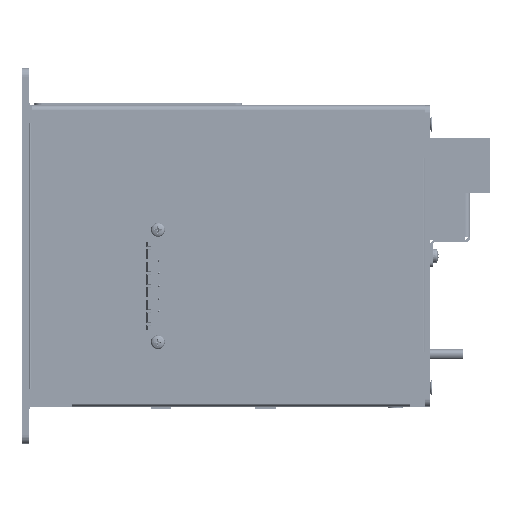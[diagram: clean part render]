
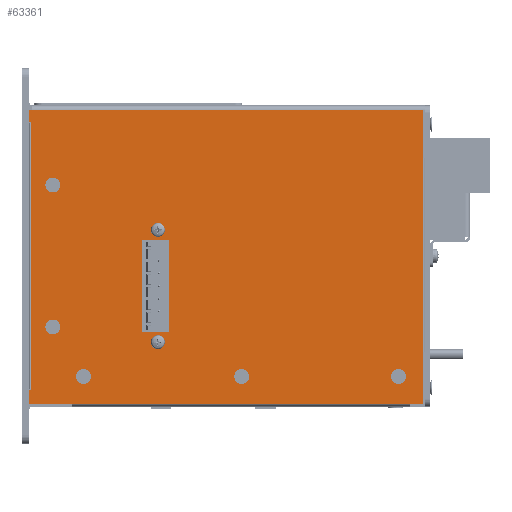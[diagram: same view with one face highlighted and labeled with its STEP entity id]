
A CAD part, left-side view. The second image highlights one B-rep face of the part: STEP entity #63361.
In plain terms, the highlighted planar face has unit normal (-1, 0, 0).
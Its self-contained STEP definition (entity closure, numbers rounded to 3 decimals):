
#3385=FACE_BOUND('',#9541,.T.);
#3386=FACE_BOUND('',#9542,.T.);
#3387=FACE_BOUND('',#9543,.T.);
#3388=FACE_BOUND('',#9544,.T.);
#3389=FACE_BOUND('',#9545,.T.);
#3390=FACE_BOUND('',#9546,.T.);
#3391=FACE_BOUND('',#9547,.T.);
#3392=FACE_BOUND('',#9548,.T.);
#4072=CIRCLE('',#67611,2.55);
#4073=CIRCLE('',#67612,2.55);
#4074=CIRCLE('',#67613,2.55);
#4075=CIRCLE('',#67614,1.75);
#4076=CIRCLE('',#67615,1.75);
#4077=CIRCLE('',#67616,2.55);
#4078=CIRCLE('',#67617,2.55);
#5969=FACE_OUTER_BOUND('',#9540,.T.);
#9540=EDGE_LOOP('',(#42466,#42467,#42468,#42469,#42470,#42471,#42472,#42473,
#42474));
#9541=EDGE_LOOP('',(#42475));
#9542=EDGE_LOOP('',(#42476));
#9543=EDGE_LOOP('',(#42477));
#9544=EDGE_LOOP('',(#42478));
#9545=EDGE_LOOP('',(#42479));
#9546=EDGE_LOOP('',(#42480,#42481,#42482,#42483));
#9547=EDGE_LOOP('',(#42484));
#9548=EDGE_LOOP('',(#42485));
#13798=LINE('',#91803,#20698);
#13807=LINE('',#91821,#20707);
#13810=LINE('',#91827,#20710);
#13812=LINE('',#91831,#20712);
#13813=LINE('',#91833,#20713);
#13814=LINE('',#91835,#20714);
#13815=LINE('',#91837,#20715);
#13816=LINE('',#91839,#20716);
#13817=LINE('',#91840,#20717);
#13818=LINE('',#91853,#20718);
#13819=LINE('',#91855,#20719);
#13820=LINE('',#91857,#20720);
#13821=LINE('',#91858,#20721);
#20698=VECTOR('',#73378,10.);
#20707=VECTOR('',#73393,10.);
#20710=VECTOR('',#73398,10.);
#20712=VECTOR('',#73402,1.44);
#20713=VECTOR('',#73403,10.);
#20714=VECTOR('',#73404,10.);
#20715=VECTOR('',#73405,10.);
#20716=VECTOR('',#73406,10.);
#20717=VECTOR('',#73407,1.44);
#20718=VECTOR('',#73418,10.);
#20719=VECTOR('',#73419,10.);
#20720=VECTOR('',#73420,10.);
#20721=VECTOR('',#73421,10.);
#27598=VERTEX_POINT('',#91800);
#27599=VERTEX_POINT('',#91802);
#27605=VERTEX_POINT('',#91820);
#27607=VERTEX_POINT('',#91826);
#27608=VERTEX_POINT('',#91830);
#27609=VERTEX_POINT('',#91832);
#27610=VERTEX_POINT('',#91834);
#27611=VERTEX_POINT('',#91836);
#27612=VERTEX_POINT('',#91838);
#27613=VERTEX_POINT('',#91841);
#27614=VERTEX_POINT('',#91843);
#27615=VERTEX_POINT('',#91845);
#27616=VERTEX_POINT('',#91847);
#27617=VERTEX_POINT('',#91849);
#27618=VERTEX_POINT('',#91851);
#27619=VERTEX_POINT('',#91852);
#27620=VERTEX_POINT('',#91854);
#27621=VERTEX_POINT('',#91856);
#27622=VERTEX_POINT('',#91859);
#27623=VERTEX_POINT('',#91861);
#33389=EDGE_CURVE('',#27599,#27598,#13798,.T.);
#33398=EDGE_CURVE('',#27605,#27599,#13807,.T.);
#33401=EDGE_CURVE('',#27607,#27605,#13810,.T.);
#33403=EDGE_CURVE('',#27608,#27598,#13812,.T.);
#33404=EDGE_CURVE('',#27609,#27608,#13813,.T.);
#33405=EDGE_CURVE('',#27610,#27609,#13814,.T.);
#33406=EDGE_CURVE('',#27610,#27611,#13815,.T.);
#33407=EDGE_CURVE('',#27611,#27612,#13816,.T.);
#33408=EDGE_CURVE('',#27607,#27612,#13817,.T.);
#33409=EDGE_CURVE('',#27613,#27613,#4072,.T.);
#33410=EDGE_CURVE('',#27614,#27614,#4073,.T.);
#33411=EDGE_CURVE('',#27615,#27615,#4074,.T.);
#33412=EDGE_CURVE('',#27616,#27616,#4075,.T.);
#33413=EDGE_CURVE('',#27617,#27617,#4076,.T.);
#33414=EDGE_CURVE('',#27618,#27619,#13818,.T.);
#33415=EDGE_CURVE('',#27619,#27620,#13819,.T.);
#33416=EDGE_CURVE('',#27620,#27621,#13820,.T.);
#33417=EDGE_CURVE('',#27621,#27618,#13821,.T.);
#33418=EDGE_CURVE('',#27622,#27622,#4077,.T.);
#33419=EDGE_CURVE('',#27623,#27623,#4078,.T.);
#42466=ORIENTED_EDGE('',*,*,#33401,.T.);
#42467=ORIENTED_EDGE('',*,*,#33398,.T.);
#42468=ORIENTED_EDGE('',*,*,#33389,.T.);
#42469=ORIENTED_EDGE('',*,*,#33403,.F.);
#42470=ORIENTED_EDGE('',*,*,#33404,.F.);
#42471=ORIENTED_EDGE('',*,*,#33405,.F.);
#42472=ORIENTED_EDGE('',*,*,#33406,.T.);
#42473=ORIENTED_EDGE('',*,*,#33407,.T.);
#42474=ORIENTED_EDGE('',*,*,#33408,.F.);
#42475=ORIENTED_EDGE('',*,*,#33409,.F.);
#42476=ORIENTED_EDGE('',*,*,#33410,.F.);
#42477=ORIENTED_EDGE('',*,*,#33411,.F.);
#42478=ORIENTED_EDGE('',*,*,#33412,.T.);
#42479=ORIENTED_EDGE('',*,*,#33413,.T.);
#42480=ORIENTED_EDGE('',*,*,#33414,.T.);
#42481=ORIENTED_EDGE('',*,*,#33415,.T.);
#42482=ORIENTED_EDGE('',*,*,#33416,.T.);
#42483=ORIENTED_EDGE('',*,*,#33417,.T.);
#42484=ORIENTED_EDGE('',*,*,#33418,.F.);
#42485=ORIENTED_EDGE('',*,*,#33419,.F.);
#60566=PLANE('',#67610);
#63361=ADVANCED_FACE('',(#5969,#3385,#3386,#3387,#3388,#3389,#3390,#3391,
#3392),#60566,.T.);
#67610=AXIS2_PLACEMENT_3D('',#91829,#73400,#73401);
#67611=AXIS2_PLACEMENT_3D('',#91842,#73408,#73409);
#67612=AXIS2_PLACEMENT_3D('',#91844,#73410,#73411);
#67613=AXIS2_PLACEMENT_3D('',#91846,#73412,#73413);
#67614=AXIS2_PLACEMENT_3D('',#91848,#73414,#73415);
#67615=AXIS2_PLACEMENT_3D('',#91850,#73416,#73417);
#67616=AXIS2_PLACEMENT_3D('',#91860,#73422,#73423);
#67617=AXIS2_PLACEMENT_3D('',#91862,#73424,#73425);
#73378=DIRECTION('',(0.,1.,0.));
#73393=DIRECTION('',(0.,0.,-1.));
#73398=DIRECTION('',(0.,-1.,0.));
#73400=DIRECTION('center_axis',(-1.,0.,0.));
#73401=DIRECTION('ref_axis',(0.,0.,
1.));
#73402=DIRECTION('',(0.,0.,1.));
#73403=DIRECTION('',(0.,1.,0.));
#73404=DIRECTION('',(0.,0.,-1.));
#73405=DIRECTION('',(0.,1.,0.));
#73406=DIRECTION('',(0.,1.,0.));
#73407=DIRECTION('',(0.,0.,1.));
#73408=DIRECTION('center_axis',(-1.,0.,0.));
#73409=DIRECTION('ref_axis',(0.,0.,
-1.));
#73410=DIRECTION('center_axis',(-1.,0.,0.));
#73411=DIRECTION('ref_axis',(0.,0.,
-1.));
#73412=DIRECTION('center_axis',(-1.,0.,0.));
#73413=DIRECTION('ref_axis',(0.,0.,
-1.));
#73414=DIRECTION('center_axis',(1.,0.,0.));
#73415=DIRECTION('ref_axis',(0.,0.,-1.));
#73416=DIRECTION('center_axis',(1.,0.,0.));
#73417=DIRECTION('ref_axis',(0.,0.,-1.));
#73418=DIRECTION('',(0.,0.,-1.));
#73419=DIRECTION('',(0.,1.,0.));
#73420=DIRECTION('',(0.,0.,1.));
#73421=DIRECTION('',(0.,-1.,0.));
#73422=DIRECTION('center_axis',(-1.,0.,0.));
#73423=DIRECTION('ref_axis',(0.,0.,
-1.));
#73424=DIRECTION('center_axis',(-1.,0.,0.));
#73425=DIRECTION('ref_axis',(0.,0.,
-1.));
#91800=CARTESIAN_POINT('',(0.,160.,-113.5));
#91802=CARTESIAN_POINT('',(0.,158.5,-113.5));
#91803=CARTESIAN_POINT('',(0.,119.5,-113.5));
#91820=CARTESIAN_POINT('',(0.,158.5,-5.5));
#91821=CARTESIAN_POINT('',(0.,158.5,-32.185));
#91826=CARTESIAN_POINT('',(0.,160.,-5.5));
#91827=CARTESIAN_POINT('',(0.,120.25,-5.5));
#91829=CARTESIAN_POINT('Origin',(0.,80.5,
-58.869));
#91830=CARTESIAN_POINT('',(0.,160.,-119.));
#91831=CARTESIAN_POINT('',(0.,160.,3.524));
#91832=CARTESIAN_POINT('',(0.,1.,-119.));
#91833=CARTESIAN_POINT('',(0.,1.,-119.));
#91834=CARTESIAN_POINT('',(0.,1.,-1.));
#91835=CARTESIAN_POINT('',(0.,1.,-1.));
#91836=CARTESIAN_POINT('',(0.,158.,-1.));
#91837=CARTESIAN_POINT('',(0.,80.5,-1.));
#91838=CARTESIAN_POINT('',(0.,160.,-1.));
#91839=CARTESIAN_POINT('',(0.,80.5,-1.));
#91840=CARTESIAN_POINT('',(0.,160.,3.524));
#91841=CARTESIAN_POINT('',(0.,149.6,-28.45));
#91842=CARTESIAN_POINT('Origin',(0.,149.6,-31.));
#91843=CARTESIAN_POINT('',(0.,10.709,-105.375));
#91844=CARTESIAN_POINT('Origin',(0.,10.709,
-107.925));
#91845=CARTESIAN_POINT('',(0.,137.291,-105.375));
#91846=CARTESIAN_POINT('Origin',(0.,137.291,
-107.925));
#91847=CARTESIAN_POINT('',(0.,107.426,-92.385));
#91848=CARTESIAN_POINT('Origin',(0.,107.426,
-94.135));
#91849=CARTESIAN_POINT('',(0.,107.4,-47.285));
#91850=CARTESIAN_POINT('Origin',(0.,107.4,
-49.035));
#91851=CARTESIAN_POINT('',(0.,103.1,-53.135));
#91852=CARTESIAN_POINT('',(0.,103.1,-90.035));
#91853=CARTESIAN_POINT('',(0.,103.1,-56.502));
#91854=CARTESIAN_POINT('',(0.,113.6,-90.035));
#91855=CARTESIAN_POINT('',(0.,91.8,-90.035));
#91856=CARTESIAN_POINT('',(0.,113.6,-53.135));
#91857=CARTESIAN_POINT('',(0.,113.6,-74.952));
#91858=CARTESIAN_POINT('',(0.,97.05,-53.135));
#91859=CARTESIAN_POINT('',(0.,73.75,-105.375));
#91860=CARTESIAN_POINT('Origin',(0.,73.75,
-107.925));
#91861=CARTESIAN_POINT('',(0.,149.6,-85.45));
#91862=CARTESIAN_POINT('Origin',(0.,149.6,-88.));
